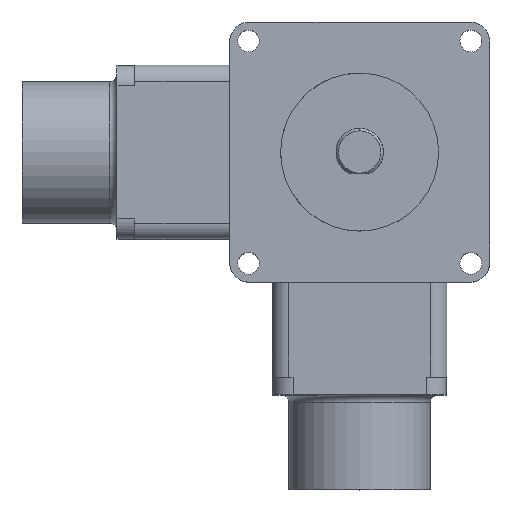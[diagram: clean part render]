
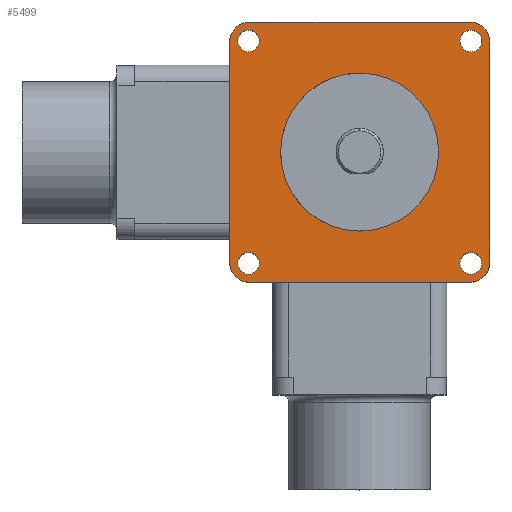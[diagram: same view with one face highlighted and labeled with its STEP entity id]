
A CAD part, top view. The second image highlights one B-rep face of the part: STEP entity #5499.
In plain terms, the highlighted planar face has unit normal (0, 0, 1).
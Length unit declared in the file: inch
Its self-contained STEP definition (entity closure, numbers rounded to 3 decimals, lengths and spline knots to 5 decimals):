
#1219=CARTESIAN_POINT('',(-0.87,-0.87,1.87));
#1220=DIRECTION('',(0.,0.,1.));
#1221=DIRECTION('',(-1.,0.,0.));
#1222=AXIS2_PLACEMENT_3D('',#1219,#1220,#1221);
#1224=DIRECTION('',(0.,1.,0.));
#1225=VECTOR('',#1224,1.74);
#1226=CARTESIAN_POINT('',(-1.03,-0.87,1.87));
#1227=LINE('',#1226,#1225);
#1228=CARTESIAN_POINT('',(-0.87,0.87,1.87));
#1229=DIRECTION('',(0.,0.,1.));
#1230=DIRECTION('',(0.,1.,0.));
#1231=AXIS2_PLACEMENT_3D('',#1228,#1229,#1230);
#1233=DIRECTION('',(1.,0.,0.));
#1234=VECTOR('',#1233,1.74);
#1235=CARTESIAN_POINT('',(-0.87,1.03,1.87));
#1236=LINE('',#1235,#1234);
#1237=CARTESIAN_POINT('',(0.87,0.87,1.87));
#1238=DIRECTION('',(0.,0.,1.));
#1239=DIRECTION('',(1.,0.,0.));
#1240=AXIS2_PLACEMENT_3D('',#1237,#1238,#1239);
#1242=DIRECTION('',(0.,-1.,0.));
#1243=VECTOR('',#1242,1.74);
#1244=CARTESIAN_POINT('',(1.03,0.87,1.87));
#1245=LINE('',#1244,#1243);
#1246=CARTESIAN_POINT('',(0.87,-0.87,1.87));
#1247=DIRECTION('',(0.,0.,1.));
#1248=DIRECTION('',(0.,-1.,0.));
#1249=AXIS2_PLACEMENT_3D('',#1246,#1247,#1248);
#1251=DIRECTION('',(-1.,0.,0.));
#1252=VECTOR('',#1251,1.74);
#1253=CARTESIAN_POINT('',(0.87,-1.03,1.87));
#1254=LINE('',#1253,#1252);
#1255=CARTESIAN_POINT('',(-0.88,0.88,1.87));
#1256=DIRECTION('',(0.,0.,1.));
#1257=DIRECTION('',(1.,0.,0.));
#1258=AXIS2_PLACEMENT_3D('',#1255,#1256,#1257);
#1260=CARTESIAN_POINT('',(-0.88,0.88,1.87));
#1261=DIRECTION('',(0.,0.,1.));
#1262=DIRECTION('',(-1.,0.,0.));
#1263=AXIS2_PLACEMENT_3D('',#1260,#1261,#1262);
#1265=CARTESIAN_POINT('',(-0.88,-0.88,1.87));
#1266=DIRECTION('',(0.,0.,-1.));
#1267=DIRECTION('',(1.,0.,0.));
#1268=AXIS2_PLACEMENT_3D('',#1265,#1266,#1267);
#1270=CARTESIAN_POINT('',(-0.88,-0.88,1.87));
#1271=DIRECTION('',(0.,0.,-1.));
#1272=DIRECTION('',(-1.,0.,0.));
#1273=AXIS2_PLACEMENT_3D('',#1270,#1271,#1272);
#1275=CARTESIAN_POINT('',(0.88,-0.88,1.87));
#1276=DIRECTION('',(0.,0.,1.));
#1277=DIRECTION('',(-1.,0.,0.));
#1278=AXIS2_PLACEMENT_3D('',#1275,#1276,#1277);
#1280=CARTESIAN_POINT('',(0.88,-0.88,1.87));
#1281=DIRECTION('',(0.,0.,1.));
#1282=DIRECTION('',(1.,0.,0.));
#1283=AXIS2_PLACEMENT_3D('',#1280,#1281,#1282);
#1285=CARTESIAN_POINT('',(0.88,0.88,1.87));
#1286=DIRECTION('',(0.,0.,-1.));
#1287=DIRECTION('',(-1.,0.,0.));
#1288=AXIS2_PLACEMENT_3D('',#1285,#1286,#1287);
#1290=CARTESIAN_POINT('',(0.88,0.88,1.87));
#1291=DIRECTION('',(0.,0.,-1.));
#1292=DIRECTION('',(1.,0.,0.));
#1293=AXIS2_PLACEMENT_3D('',#1290,#1291,#1292);
#1295=DIRECTION('',(-0.866,-0.5,0.));
#1296=VECTOR('',#1295,0.08485);
#1297=CARTESIAN_POINT('',(-0.27576,0.56248,1.87));
#1298=LINE('',#1297,#1296);
#1299=DIRECTION('',(-0.5,0.866,0.));
#1300=VECTOR('',#1299,0.00144);
#1301=CARTESIAN_POINT('',(-0.34852,0.5188,1.87));
#1302=LINE('',#1301,#1300);
#1303=CARTESIAN_POINT('',(0.,0.,1.87));
#1304=DIRECTION('',(0.,0.,1.));
#1305=DIRECTION('',(-0.558,0.83,0.));
#1306=AXIS2_PLACEMENT_3D('',#1303,#1304,#1305);
#1308=CARTESIAN_POINT('',(0.,0.,1.87));
#1309=DIRECTION('',(0.,0.,1.));
#1310=DIRECTION('',(0.,-1.,0.));
#1311=AXIS2_PLACEMENT_3D('',#1308,#1309,#1310);
#1313=CARTESIAN_POINT('',(0.,0.,1.87));
#1314=DIRECTION('',(0.,0.,1.));
#1315=DIRECTION('',(0.,1.,0.));
#1316=AXIS2_PLACEMENT_3D('',#1313,#1314,#1315);
#1318=DIRECTION('',(-0.5,0.866,0.));
#1319=VECTOR('',#1318,0.00144);
#1320=CARTESIAN_POINT('',(-0.27504,0.56123,1.87));
#1321=LINE('',#1320,#1319);
#2885=CARTESIAN_POINT('',(-0.27504,0.56123,1.87));
#2896=CARTESIAN_POINT('',(-0.34852,0.5188,1.87));
#3230=CARTESIAN_POINT('',(0.,-0.625,1.87));
#3231=CARTESIAN_POINT('',(0.,0.625,1.87));
#3232=VERTEX_POINT('',#3230);
#3233=VERTEX_POINT('',#3231);
#3234=CARTESIAN_POINT('',(-0.7935,0.88,1.87));
#3235=CARTESIAN_POINT('',(-0.9665,0.88,1.87));
#3236=VERTEX_POINT('',#3234);
#3237=VERTEX_POINT('',#3235);
#3238=CARTESIAN_POINT('',(-0.7935,-0.88,1.87));
#3239=CARTESIAN_POINT('',(-0.9665,-0.88,1.87));
#3240=VERTEX_POINT('',#3238);
#3241=VERTEX_POINT('',#3239);
#3242=CARTESIAN_POINT('',(0.7935,-0.88,1.87));
#3243=CARTESIAN_POINT('',(0.9665,-0.88,1.87));
#3244=VERTEX_POINT('',#3242);
#3245=VERTEX_POINT('',#3243);
#3246=CARTESIAN_POINT('',(0.7935,0.88,1.87));
#3247=CARTESIAN_POINT('',(0.9665,0.88,1.87));
#3248=VERTEX_POINT('',#3246);
#3249=VERTEX_POINT('',#3247);
#3258=VERTEX_POINT('',#2885);
#3259=VERTEX_POINT('',#2896);
#3260=CARTESIAN_POINT('',(-1.03,-0.87,1.87));
#3261=CARTESIAN_POINT('',(-0.87,-1.03,1.87));
#3262=VERTEX_POINT('',#3260);
#3263=VERTEX_POINT('',#3261);
#3264=CARTESIAN_POINT('',(0.87,-1.03,1.87));
#3265=CARTESIAN_POINT('',(1.03,-0.87,1.87));
#3266=VERTEX_POINT('',#3264);
#3267=VERTEX_POINT('',#3265);
#3268=CARTESIAN_POINT('',(-0.87,1.03,1.87));
#3269=CARTESIAN_POINT('',(-1.03,0.87,1.87));
#3270=VERTEX_POINT('',#3268);
#3271=VERTEX_POINT('',#3269);
#3272=CARTESIAN_POINT('',(1.03,0.87,1.87));
#3273=CARTESIAN_POINT('',(0.87,1.03,1.87));
#3274=VERTEX_POINT('',#3272);
#3275=VERTEX_POINT('',#3273);
#3276=CARTESIAN_POINT('',(-0.27576,0.56248,1.87));
#3277=CARTESIAN_POINT('',(-0.34924,0.52005,1.87));
#3278=VERTEX_POINT('',#3276);
#3279=VERTEX_POINT('',#3277);
#5446=CARTESIAN_POINT('',(0.,0.,1.87));
#5447=DIRECTION('',(0.,0.,-1.));
#5448=DIRECTION('',(-1.,0.,0.));
#5449=AXIS2_PLACEMENT_3D('',#5446,#5447,#5448);
#5450=PLANE('',#5449);
#5451=ORIENTED_EDGE('',*,*,#5438,.F.);
#5452=ORIENTED_EDGE('',*,*,#5296,.T.);
#5453=ORIENTED_EDGE('',*,*,#5321,.F.);
#5454=ORIENTED_EDGE('',*,*,#5336,.T.);
#5455=ORIENTED_EDGE('',*,*,#5359,.F.);
#5456=ORIENTED_EDGE('',*,*,#5374,.T.);
#5457=ORIENTED_EDGE('',*,*,#5397,.F.);
#5458=ORIENTED_EDGE('',*,*,#5412,.T.);
#5459=EDGE_LOOP('',(#5451,#5452,#5453,#5454,#5455,#5456,#5457,#5458));
#5460=FACE_OUTER_BOUND('',#5459,.F.);
#5462=ORIENTED_EDGE('',*,*,#5461,.T.);
#5464=ORIENTED_EDGE('',*,*,#5463,.T.);
#5465=EDGE_LOOP('',(#5462,#5464));
#5466=FACE_BOUND('',#5465,.F.);
#5468=ORIENTED_EDGE('',*,*,#5467,.F.);
#5470=ORIENTED_EDGE('',*,*,#5469,.F.);
#5471=EDGE_LOOP('',(#5468,#5470));
#5472=FACE_BOUND('',#5471,.F.);
#5474=ORIENTED_EDGE('',*,*,#5473,.T.);
#5476=ORIENTED_EDGE('',*,*,#5475,.T.);
#5477=EDGE_LOOP('',(#5474,#5476));
#5478=FACE_BOUND('',#5477,.F.);
#5480=ORIENTED_EDGE('',*,*,#5479,.F.);
#5482=ORIENTED_EDGE('',*,*,#5481,.F.);
#5483=EDGE_LOOP('',(#5480,#5482));
#5484=FACE_BOUND('',#5483,.F.);
#5486=ORIENTED_EDGE('',*,*,#5485,.T.);
#5488=ORIENTED_EDGE('',*,*,#5487,.F.);
#5490=ORIENTED_EDGE('',*,*,#5489,.T.);
#5492=ORIENTED_EDGE('',*,*,#5491,.T.);
#5494=ORIENTED_EDGE('',*,*,#5493,.T.);
#5496=ORIENTED_EDGE('',*,*,#5495,.T.);
#5497=EDGE_LOOP('',(#5486,#5488,#5490,#5492,#5494,#5496));
#5498=FACE_BOUND('',#5497,.F.);
#5499=ADVANCED_FACE('',(#5460,#5466,#5472,#5478,#5484,#5498),#5450,.F.);
#1223=CIRCLE('',#1222,0.16);
#1232=CIRCLE('',#1231,0.16);
#1241=CIRCLE('',#1240,0.16);
#1250=CIRCLE('',#1249,0.16);
#1259=CIRCLE('',#1258,0.0865);
#1264=CIRCLE('',#1263,0.0865);
#1269=CIRCLE('',#1268,0.0865);
#1274=CIRCLE('',#1273,0.0865);
#1279=CIRCLE('',#1278,0.0865);
#1284=CIRCLE('',#1283,0.0865);
#1289=CIRCLE('',#1288,0.0865);
#1294=CIRCLE('',#1293,0.0865);
#1307=CIRCLE('',#1306,0.625);
#1312=CIRCLE('',#1311,0.625);
#1317=CIRCLE('',#1316,0.625);
#5296=EDGE_CURVE('',#3262,#3271,#1227,.T.);
#5321=EDGE_CURVE('',#3270,#3271,#1232,.T.);
#5336=EDGE_CURVE('',#3270,#3275,#1236,.T.);
#5359=EDGE_CURVE('',#3274,#3275,#1241,.T.);
#5374=EDGE_CURVE('',#3274,#3267,#1245,.T.);
#5397=EDGE_CURVE('',#3266,#3267,#1250,.T.);
#5412=EDGE_CURVE('',#3266,#3263,#1254,.T.);
#5438=EDGE_CURVE('',#3262,#3263,#1223,.T.);
#5461=EDGE_CURVE('',#3236,#3237,#1259,.T.);
#5463=EDGE_CURVE('',#3237,#3236,#1264,.T.);
#5467=EDGE_CURVE('',#3240,#3241,#1269,.T.);
#5469=EDGE_CURVE('',#3241,#3240,#1274,.T.);
#5473=EDGE_CURVE('',#3244,#3245,#1279,.T.);
#5475=EDGE_CURVE('',#3245,#3244,#1284,.T.);
#5479=EDGE_CURVE('',#3248,#3249,#1289,.T.);
#5481=EDGE_CURVE('',#3249,#3248,#1294,.T.);
#5485=EDGE_CURVE('',#3278,#3279,#1298,.T.);
#5487=EDGE_CURVE('',#3259,#3279,#1302,.T.);
#5489=EDGE_CURVE('',#3259,#3232,#1307,.T.);
#5491=EDGE_CURVE('',#3232,#3233,#1312,.T.);
#5493=EDGE_CURVE('',#3233,#3258,#1317,.T.);
#5495=EDGE_CURVE('',#3258,#3278,#1321,.T.);
